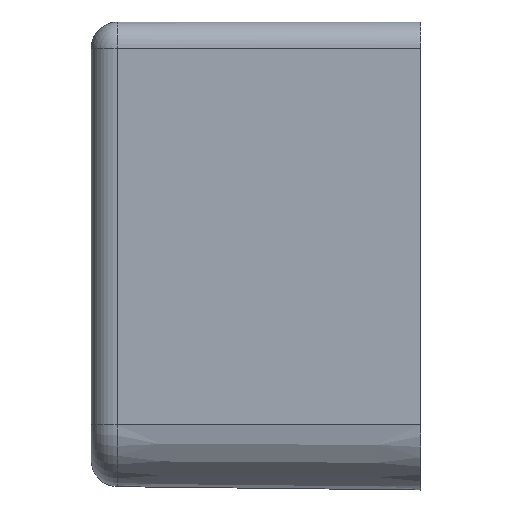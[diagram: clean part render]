
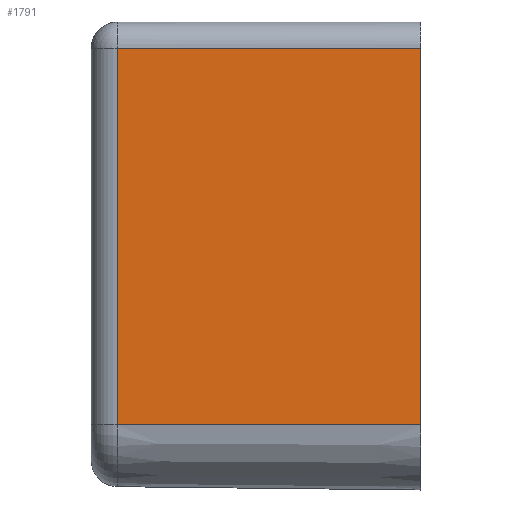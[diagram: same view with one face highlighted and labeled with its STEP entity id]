
A CAD part, front view. The second image highlights one B-rep face of the part: STEP entity #1791.
In plain terms, the highlighted planar face has unit normal (-0.011, -1, 0).
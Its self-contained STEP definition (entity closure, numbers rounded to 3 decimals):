
#60=CARTESIAN_POINT('',(22.7,-2.55,-2.));
#68=DIRECTION('',(1.,-0.011,0.));
#69=VECTOR('',#68,23.023);
#70=CARTESIAN_POINT('',(-0.322,-2.3,-2.));
#71=LINE('',#70,#69);
#170=DIRECTION('',(0.,0.,-1.));
#171=VECTOR('',#170,28.55);
#172=CARTESIAN_POINT('',(22.7,-2.55,-2.));
#173=LINE('',#172,#171);
#649=DIRECTION('',(-1.,0.011,0.));
#650=VECTOR('',#649,23.023);
#651=CARTESIAN_POINT('',(22.7,-2.55,-30.55));
#652=LINE('',#651,#650);
#672=DIRECTION('',(0.,0.,1.));
#673=VECTOR('',#672,28.55);
#674=CARTESIAN_POINT('',(-0.322,-2.3,-30.55));
#675=LINE('',#674,#673);
#692=VERTEX_POINT('',#60);
#693=CARTESIAN_POINT('',(-0.322,-2.3,-2.));
#694=VERTEX_POINT('',#693);
#731=CARTESIAN_POINT('',(22.7,-2.55,-30.55));
#732=VERTEX_POINT('',#731);
#733=CARTESIAN_POINT('',(-0.322,-2.3,-30.55));
#734=VERTEX_POINT('',#733);
#1780=CARTESIAN_POINT('',(-0.322,-2.3,0.));
#1781=DIRECTION('',(-0.011,-1.,0.));
#1782=DIRECTION('',(-1.,0.011,0.));
#1783=AXIS2_PLACEMENT_3D('',#1780,#1781,#1782);
#1784=PLANE('',#1783);
#1785=ORIENTED_EDGE('',*,*,#1772,.T.);
#1786=ORIENTED_EDGE('',*,*,#933,.T.);
#1787=ORIENTED_EDGE('',*,*,#963,.T.);
#1788=ORIENTED_EDGE('',*,*,#1747,.T.);
#1789=EDGE_LOOP('',(#1785,#1786,#1787,#1788));
#1790=FACE_OUTER_BOUND('',#1789,.F.);
#1791=ADVANCED_FACE('',(#1790),#1784,.T.);
#933=EDGE_CURVE('',#694,#692,#71,.T.);
#963=EDGE_CURVE('',#692,#732,#173,.T.);
#1747=EDGE_CURVE('',#732,#734,#652,.T.);
#1772=EDGE_CURVE('',#734,#694,#675,.T.);
